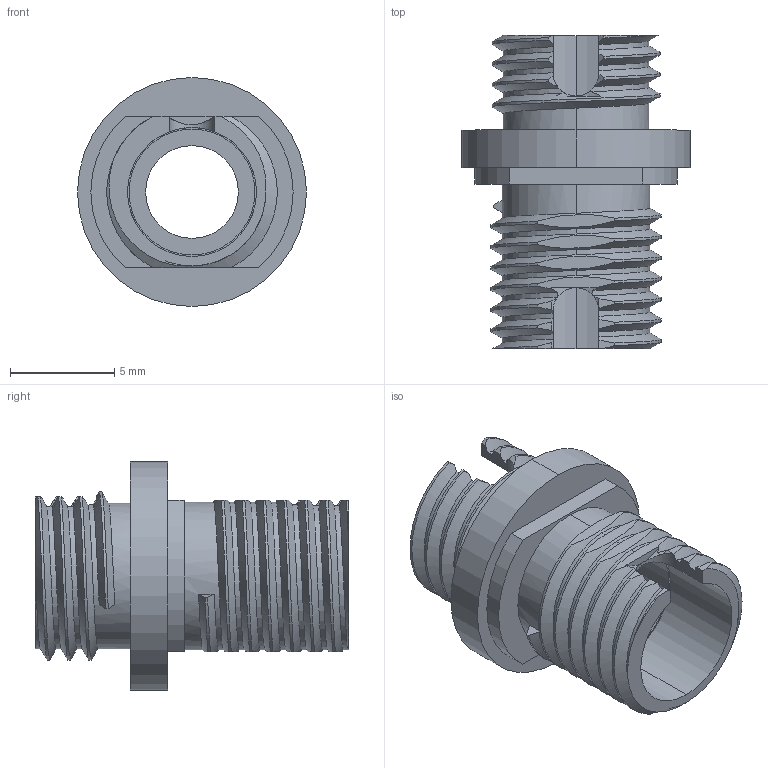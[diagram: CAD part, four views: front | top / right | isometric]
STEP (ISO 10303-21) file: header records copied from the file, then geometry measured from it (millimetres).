
FILE_DESCRIPTION (( 'STEP AP214' ), '1' );
FILE_NAME ('FOA-FASM1-MC0D-SMH_3D.STEP', '2021-08-10T20:14:36', ( '' ), ( '' ), 'SwSTEP 2.0', 'SolidWorks 2021', '' );
FILE_SCHEMA (( 'AUTOMOTIVE_DESIGN' ));
Length unit declared in the file: inch
Products named in the file (1): FOA-FASM1-MC0D-SMH_3D
Bounding box: 11 x 15.05 x 11 mm (x, y, z)
Volume: 322.9 mm3; surface area: 944.2 mm2
Topology: 1 solids, 1 shells, 119 faces, 338 edges, 225 vertices
Faces by surface type: cylinder 49, bspline 35, plane 35
Entity records: 11658 total; most frequent: CARTESIAN_POINT 9171, ORIENTED_EDGE 676, EDGE_CURVE 338, DIRECTION 322, VERTEX_POINT 225, EDGE_LOOP 125, AXIS2_PLACEMENT_3D 122, ADVANCED_FACE 119
